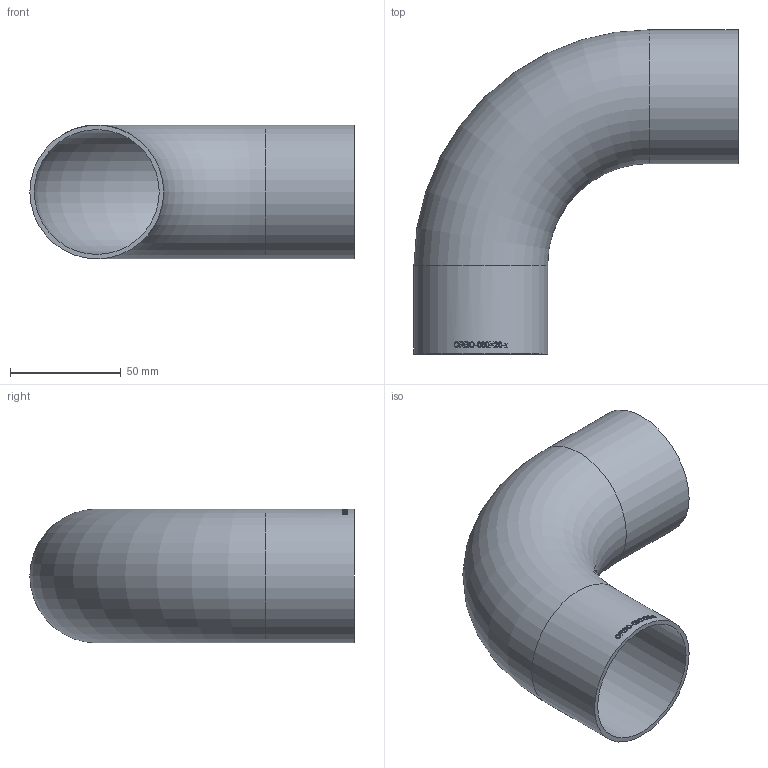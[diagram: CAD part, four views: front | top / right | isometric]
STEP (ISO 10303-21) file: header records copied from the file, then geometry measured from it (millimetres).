
FILE_DESCRIPTION (( 'STEP AP214' ), '1' );
FILE_NAME ('ORBO-060X20-x Bogen orbital Iso 2004.STEP', '2020-04-09T10:31:03', ( '' ), ( '' ), 'SwSTEP 2.0', 'SolidWorks 2019', '' );
FILE_SCHEMA (( 'AUTOMOTIVE_DESIGN' ));
Length unit declared in the file: millimetre
Products named in the file (1): ORBO-060X20-x Bogen orbital Iso 2004
Bounding box: 146.15 x 146.15 x 60.3 mm (x, y, z)
Volume: 73031 mm3; surface area: 73772.2 mm2
Topology: 1 solids, 1 shells, 182 faces, 475 edges, 316 vertices
Faces by surface type: bspline 115, plane 39, cylinder 26, torus 2
Full cylindrical faces by diameter (mm): 56.3 x2, 60.3 x2
Entity records: 22143 total; most frequent: CARTESIAN_POINT 16862, ORIENTED_EDGE 928, EDGE_CURVE 464, B_SPLINE_CURVE_WITH_KNOTS 360, VERTEX_POINT 312, DIRECTION 300, EDGE_LOOP 212, FACE_OUTER_BOUND 188
